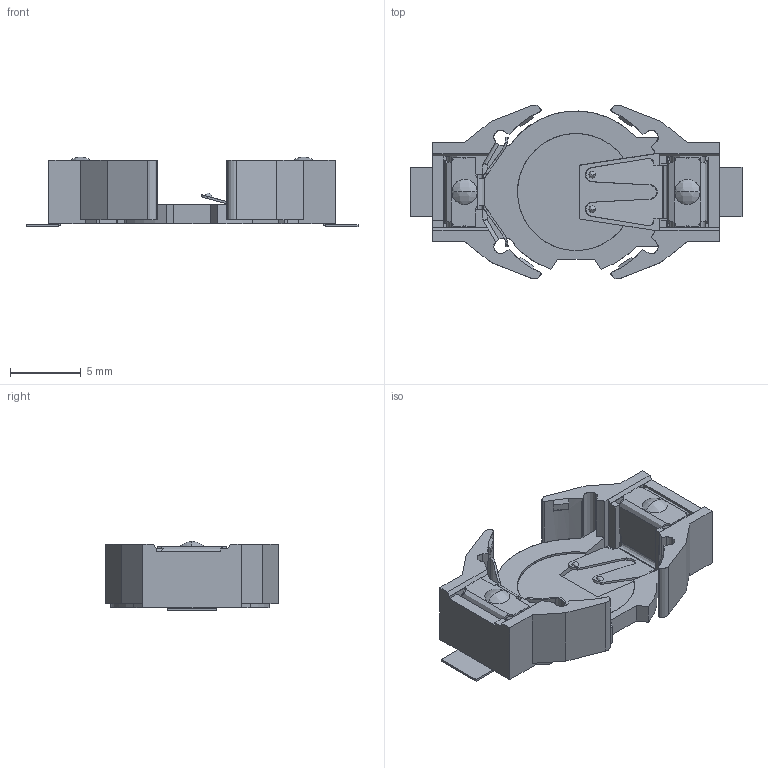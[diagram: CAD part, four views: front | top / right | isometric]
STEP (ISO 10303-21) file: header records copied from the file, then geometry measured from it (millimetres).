
FILE_DESCRIPTION (( 'STEP AP214' ), '1' );
FILE_NAME ('User Library-renata_smtu1225-lf.STEP', '2013-11-03T22:22:24', ( 'Windows User' ), ( '' ), 'SwSTEP 2.0', 'SolidWorks 2014', '' );
FILE_SCHEMA (( 'AUTOMOTIVE_DESIGN' ));
Length unit declared in the file: inch
Products named in the file (1): User Library-renata_smtu1225-lf
Bounding box: 23.54 x 12.32 x 4.93 mm (x, y, z)
Surface area: 1054.1 mm2 (no closed solid volume)
Topology: 0 solids, 405 shells, 406 faces, 2179 edges, 2158 vertices
Faces by surface type: plane 234, cylinder 116, bspline 48, cone 8
Entity records: 36091 total; most frequent: CARTESIAN_POINT 17314, DIRECTION 2762, ORIENTED_EDGE 2160, EDGE_CURVE 2159, VERTEX_POINT 2158, VECTOR 1478, LINE 1478, AXIS2_PLACEMENT_3D 642
